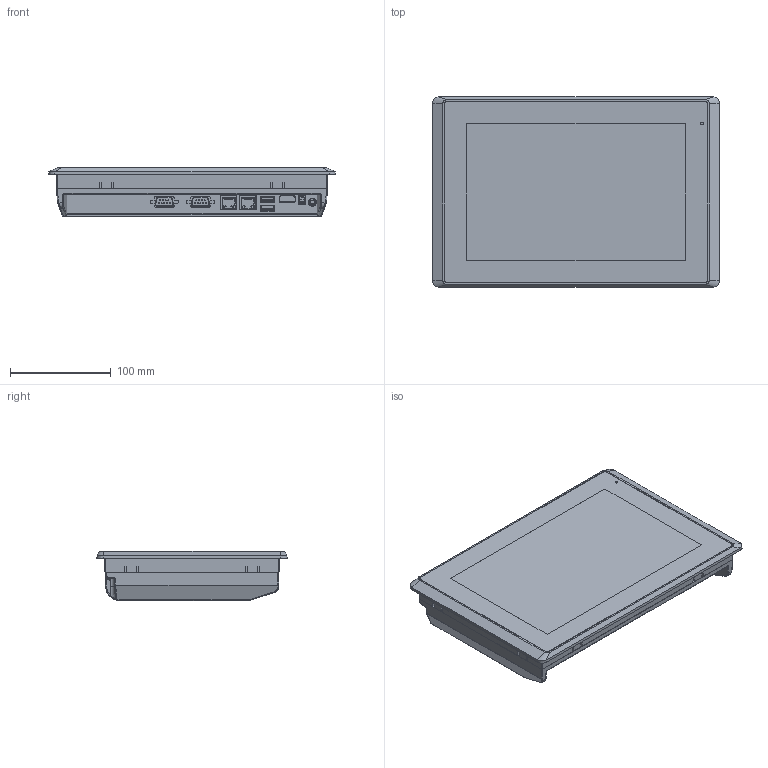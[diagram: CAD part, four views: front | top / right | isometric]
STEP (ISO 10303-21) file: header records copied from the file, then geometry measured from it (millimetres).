
FILE_DESCRIPTION(/* description */ (''),/* implementation_level */ '2;1');
FILE_NAME(/* name */ 'XT-IX-PC 10.1in.stp',/* time_stamp */ '2015-07-08T14:15:29-04:00',/* author */ ('MB50309'),/* organization */ (''),/* preprocessor_version */ 'ST-DEVELOPER v15.2',/* originating_system */ 'Autodesk Inventor 2014',/* authorisation */ '');
FILE_SCHEMA (('AUTOMOTIVE_DESIGN { 1 0 10303 214 3 1 1 }'));
Products named in the file (1): XT-IX-PC 10.1in
Bounding box: 285 x 189 x 48.9 mm (x, y, z)
Surface area: 185631.1 mm2 (no closed solid volume)
Topology: 0 solids, 2302 shells, 2302 faces, 12424 edges, 12395 vertices
Faces by surface type: plane 1267, cylinder 525, bspline 308, cone 97, torus 70, sphere 35
Entity records: 152928 total; most frequent: CARTESIAN_POINT 59555, DIRECTION 15722, VERTEX_POINT 12385, EDGE_CURVE 12385, ORIENTED_EDGE 12385, LINE 7956, VECTOR 7956, AXIS2_PLACEMENT_3D 3883
